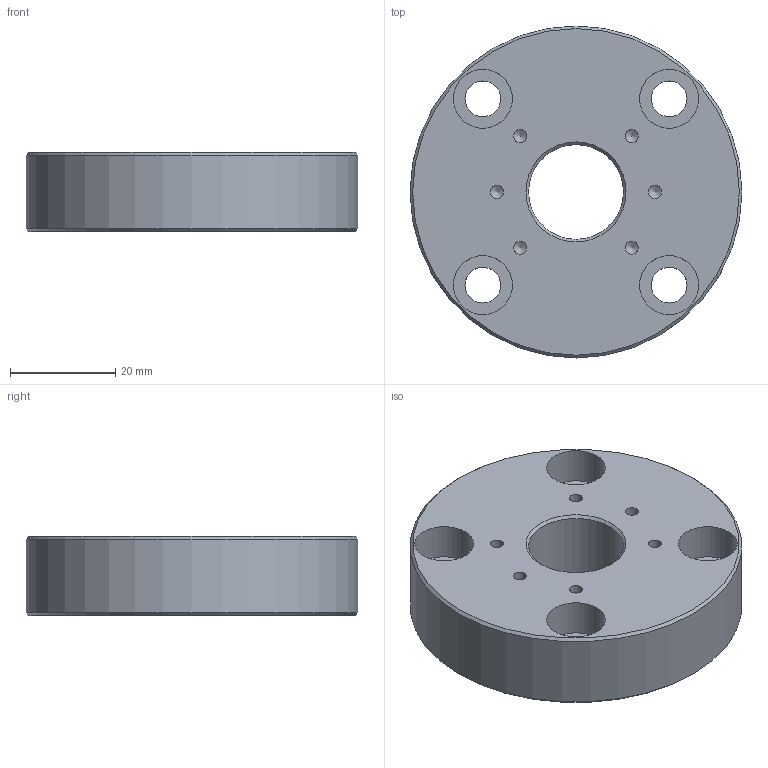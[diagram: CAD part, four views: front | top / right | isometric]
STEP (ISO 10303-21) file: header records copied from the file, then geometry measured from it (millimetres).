
FILE_DESCRIPTION( ( 'Unknown' ), '1' );
FILE_NAME( 'ur3_adaptor.stp', 'Unknown', ( 'Unknown' ), ( 'Unknown' ), 'XStep 1.0', 'Unknown', ' ' );
FILE_SCHEMA( ( 'automotive_design' ) );
Length unit declared in the file: millimetre
Products named in the file (1): 1
Bounding box: 63 x 63 x 15 mm (x, y, z)
Volume: 38722.3 mm3; surface area: 11147.4 mm2
Topology: 1 solids, 1 shells, 32 faces, 74 edges, 48 vertices
Faces by surface type: cylinder 16, cone 10, plane 6
Full cylindrical faces by diameter (mm): 2.459 x6, 6.8 x4, 11.2 x4, 18 x1, 63 x1
Entity records: 1000 total; most frequent: DIRECTION 138, CARTESIAN_POINT 111, EDGE_LOOP 72, ORIENTED_EDGE 72, AXIS2_PLACEMENT_3D 69, FACE_OUTER_BOUND 48, VERTEX_POINT 42, EDGE_CURVE 36
